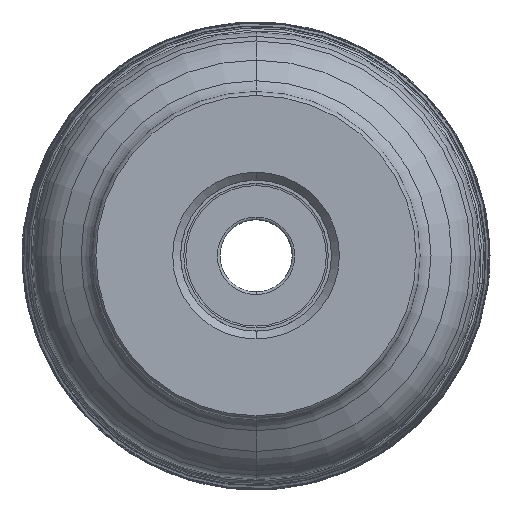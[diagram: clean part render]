
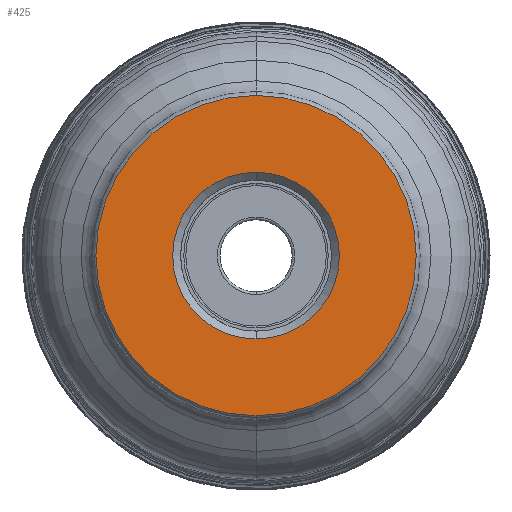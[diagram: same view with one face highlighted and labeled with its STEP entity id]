
A CAD part, top view. The second image highlights one B-rep face of the part: STEP entity #425.
In plain terms, the highlighted planar face has unit normal (0, 0, 1).
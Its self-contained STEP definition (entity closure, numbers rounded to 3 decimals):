
#161=PLANE('',#3909);
#173=FACE_BOUND('',#845,.T.);
#174=FACE_BOUND('',#846,.T.);
#425=ADVANCED_FACE('',(#173,#174),#161,.T.);
#845=EDGE_LOOP('',(#1586,#1587,#1588,#1589));
#846=EDGE_LOOP('',(#1590,#1591));
#1586=ORIENTED_EDGE('',*,*,#2398,.T.);
#1587=ORIENTED_EDGE('',*,*,#2399,.T.);
#1588=ORIENTED_EDGE('',*,*,#2400,.F.);
#1589=ORIENTED_EDGE('',*,*,#2401,.F.);
#1590=ORIENTED_EDGE('',*,*,#2395,.T.);
#1591=ORIENTED_EDGE('',*,*,#2397,.T.);
#1976=VERTEX_POINT('',#7463);
#1977=VERTEX_POINT('',#7465);
#1978=VERTEX_POINT('',#7471);
#1979=VERTEX_POINT('',#7472);
#1980=VERTEX_POINT('',#7474);
#1981=VERTEX_POINT('',#7476);
#2395=EDGE_CURVE('',#1977,#1976,#2915,.T.);
#2397=EDGE_CURVE('',#1976,#1977,#2916,.T.);
#2398=EDGE_CURVE('',#1978,#1979,#2917,.T.);
#2399=EDGE_CURVE('',#1979,#1980,#2918,.T.);
#2400=EDGE_CURVE('',#1981,#1980,#2919,.T.);
#2401=EDGE_CURVE('',#1978,#1981,#2920,.T.);
#2915=CIRCLE('',#3901,12.7);
#2916=CIRCLE('',#3903,12.7);
#2917=CIRCLE('',#3905,24.4);
#2918=CIRCLE('',#3906,24.4);
#2919=CIRCLE('',#3907,24.4);
#2920=CIRCLE('',#3908,24.4);
#3901=AXIS2_PLACEMENT_3D('',#7464,#4961,#4962);
#3903=AXIS2_PLACEMENT_3D('',#7468,#4966,#4967);
#3905=AXIS2_PLACEMENT_3D('',#7470,#4970,#4971);
#3906=AXIS2_PLACEMENT_3D('',#7473,#4972,#4973);
#3907=AXIS2_PLACEMENT_3D('',#7475,#4974,#4975);
#3908=AXIS2_PLACEMENT_3D('',#7477,#4976,#4977);
#3909=AXIS2_PLACEMENT_3D('',#7478,#4978,#4979);
#4961=DIRECTION('',(0.,0.,-1.));
#4962=DIRECTION('',(0.,1.,0.));
#4966=DIRECTION('',(0.,0.,-1.));
#4967=DIRECTION('',(0.,-1.,0.));
#4970=DIRECTION('',(0.,0.,1.));
#4971=DIRECTION('',(-0.001,1.,0.));
#4972=DIRECTION('',(0.,0.,1.));
#4973=DIRECTION('',(0.001,-1.,0.));
#4974=DIRECTION('',(0.,0.,-1.));
#4975=DIRECTION('',(0.001,-1.,0.));
#4976=DIRECTION('',(0.,0.,-1.));
#4977=DIRECTION('',(-0.001,1.,0.));
#4978=DIRECTION('',(0.,0.,1.));
#4979=DIRECTION('',(0.,-1.,0.));
#7463=CARTESIAN_POINT('',(0.,-12.7,0.));
#7464=CARTESIAN_POINT('',(0.,0.,0.));
#7465=CARTESIAN_POINT('',(0.,12.7,0.));
#7468=CARTESIAN_POINT('',(0.,0.,0.));
#7470=CARTESIAN_POINT('',(0.,0.,0.));
#7471=CARTESIAN_POINT('',(-0.016,24.4,0.));
#7472=CARTESIAN_POINT('',(0.,-24.4,0.));
#7473=CARTESIAN_POINT('',(0.,0.,0.));
#7474=CARTESIAN_POINT('',(0.016,-24.4,0.));
#7475=CARTESIAN_POINT('',(0.,0.,0.));
#7476=CARTESIAN_POINT('',(0.,24.4,0.));
#7477=CARTESIAN_POINT('',(0.,0.,0.));
#7478=CARTESIAN_POINT('',(0.,0.,0.));
